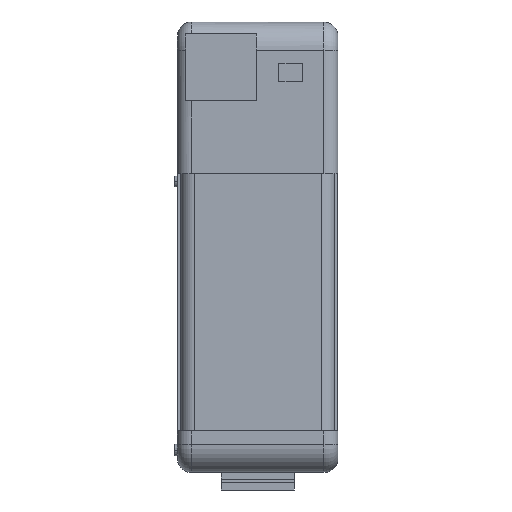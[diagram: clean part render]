
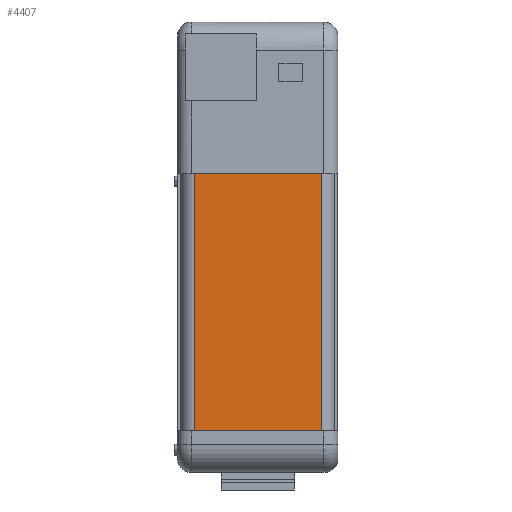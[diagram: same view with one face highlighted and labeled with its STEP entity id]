
A CAD part, front view. The second image highlights one B-rep face of the part: STEP entity #4407.
In plain terms, the highlighted planar face has unit normal (0, -1, 0).
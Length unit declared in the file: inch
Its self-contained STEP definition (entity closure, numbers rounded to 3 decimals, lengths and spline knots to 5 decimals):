
#98 = EDGE_CURVE ( 'NONE', #6766, #1127, #761, .T. ) ;
#101 = CARTESIAN_POINT ( 'NONE',  ( 0.5625, -2.9225, 0.655 ) ) ;
#363 = LINE ( 'NONE', #3784, #2653 ) ;
#761 = LINE ( 'NONE', #4883, #5992 ) ;
#1100 = CARTESIAN_POINT ( 'NONE',  ( 0.5625, -2.9225, -1.63 ) ) ;
#1127 = VERTEX_POINT ( 'NONE', #2650 ) ;
#1675 = LINE ( 'NONE', #6271, #9301 ) ;
#2624 = VERTEX_POINT ( 'NONE', #5106 ) ;
#2650 = CARTESIAN_POINT ( 'NONE',  ( -0.5625, -2.9225, -1.63 ) ) ;
#2653 = VECTOR ( 'NONE', #12730, 39.37008 ) ;
#2841 = VECTOR ( 'NONE', #10902, 39.37008 ) ;
#2891 = DIRECTION ( 'NONE',  ( -1., 0., 0. ) ) ;
#3026 = CARTESIAN_POINT ( 'NONE',  ( -0.5625, -2.9225, 0.655 ) ) ;
#3629 = EDGE_CURVE ( 'NONE', #12535, #1127, #1675, .T. ) ;
#3784 = CARTESIAN_POINT ( 'NONE',  ( 0.5625, -2.9225, 0.655 ) ) ;
#3931 = CARTESIAN_POINT ( 'NONE',  ( 0.5625, -2.9225, 0.655 ) ) ;
#3935 = ORIENTED_EDGE ( 'NONE', *, *, #3629, .T. ) ;
#4407 = ADVANCED_FACE ( 'NONE', ( #6230 ), #11791, .T. ) ;
#4712 = ORIENTED_EDGE ( 'NONE', *, *, #98, .F. ) ;
#4883 = CARTESIAN_POINT ( 'NONE',  ( 0.5625, -2.9225, -1.63 ) ) ;
#4924 = DIRECTION ( 'NONE',  ( 0., 0., -1. ) ) ;
#4954 = EDGE_CURVE ( 'NONE', #2624, #6766, #363, .T. ) ;
#5106 = CARTESIAN_POINT ( 'NONE',  ( 0.5625, -2.9225, 0.655 ) ) ;
#5451 = LINE ( 'NONE', #101, #2841 ) ;
#5992 = VECTOR ( 'NONE', #2891, 39.37008 ) ;
#6189 = ORIENTED_EDGE ( 'NONE', *, *, #8095, .T. ) ;
#6230 = FACE_OUTER_BOUND ( 'NONE', #11633, .T. ) ;
#6271 = CARTESIAN_POINT ( 'NONE',  ( -0.5625, -2.9225, 0.655 ) ) ;
#6766 = VERTEX_POINT ( 'NONE', #1100 ) ;
#8095 = EDGE_CURVE ( 'NONE', #2624, #12535, #5451, .T. ) ;
#9301 = VECTOR ( 'NONE', #11203, 39.37008 ) ;
#10891 = DIRECTION ( 'NONE',  ( 0., -1., 0. ) ) ;
#10902 = DIRECTION ( 'NONE',  ( -1., 0., 0. ) ) ;
#11186 = ORIENTED_EDGE ( 'NONE', *, *, #4954, .F. ) ;
#11203 = DIRECTION ( 'NONE',  ( 0., 0., -1. ) ) ;
#11633 = EDGE_LOOP ( 'NONE', ( #4712, #11186, #6189, #3935 ) ) ;
#11791 = PLANE ( 'NONE',  #12301 ) ;
#12301 = AXIS2_PLACEMENT_3D ( 'NONE', #3931, #10891, #4924 ) ;
#12535 = VERTEX_POINT ( 'NONE', #3026 ) ;
#12730 = DIRECTION ( 'NONE',  ( 0., 0., -1. ) ) ;
